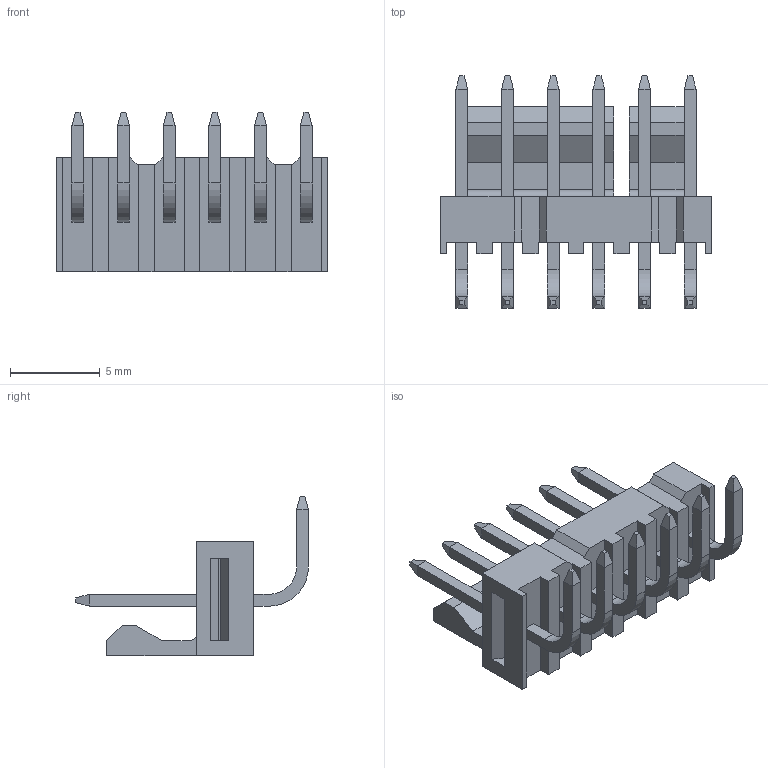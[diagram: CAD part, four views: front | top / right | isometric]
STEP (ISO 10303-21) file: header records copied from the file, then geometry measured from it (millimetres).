
FILE_DESCRIPTION((''),'2;1');
FILE_NAME('1718574006','2016-01-11T',('ME'),(''),'PRO/ENGINEER BY PARAMETRIC TECHNOLOGY CORPORATION, 2011490','PRO/ENGINEER BY PARAMETRIC TECHNOLOGY CORPORATION, 2011490','');
FILE_SCHEMA(('CONFIG_CONTROL_DESIGN'));
Length unit declared in the file: inch
Products named in the file (1): 1718574006
Bounding box: 15.09 x 12.95 x 8.89 mm (x, y, z)
Volume: 364.3 mm3; surface area: 744.1 mm2
Topology: 1 solids, 1 shells, 196 faces, 504 edges, 324 vertices
Faces by surface type: plane 182, cylinder 14
Entity records: 5839 total; most frequent: CARTESIAN_POINT 1013, ORIENTED_EDGE 984, DIRECTION 938, EDGE_CURVE 492, VECTOR 464, LINE 464, VERTEX_POINT 312, AXIS2_PLACEMENT_3D 237
